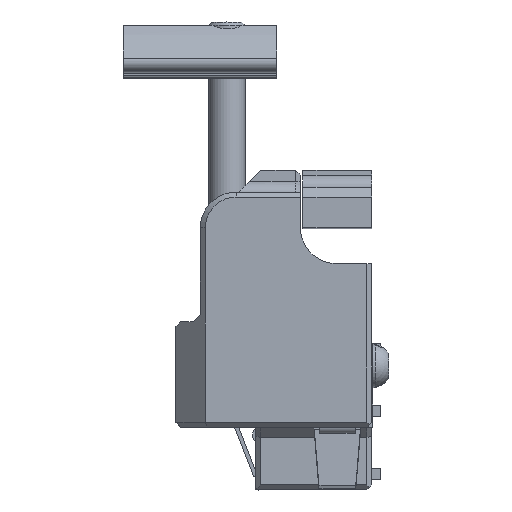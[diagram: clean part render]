
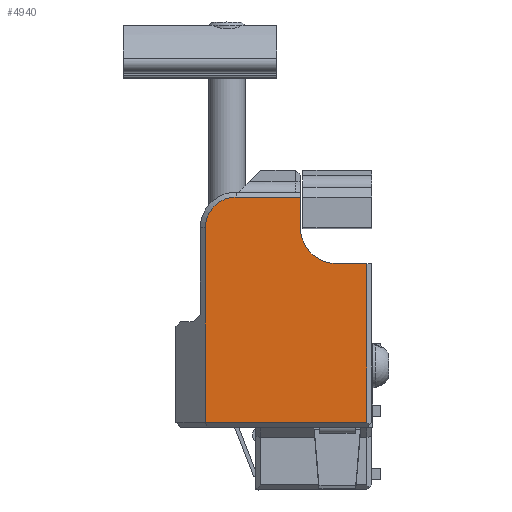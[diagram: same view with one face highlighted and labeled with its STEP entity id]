
A CAD part, top view. The second image highlights one B-rep face of the part: STEP entity #4940.
In plain terms, the highlighted planar face has unit normal (0, 0, 1).
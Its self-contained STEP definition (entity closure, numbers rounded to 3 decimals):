
#233=PLANE('',#5352);
#462=FACE_OUTER_BOUND('',#761,.T.);
#761=EDGE_LOOP('',(#3642,#3643,#3644,#3645,#3646,#3647,#3648,#3649));
#1149=LINE('',#7409,#1696);
#1171=LINE('',#7526,#1718);
#1174=LINE('',#7532,#1721);
#1175=LINE('',#7534,#1722);
#1176=LINE('',#7538,#1723);
#1177=LINE('',#7540,#1724);
#1696=VECTOR('',#5919,10.);
#1718=VECTOR('',#5973,10.);
#1721=VECTOR('',#5978,10.);
#1722=VECTOR('',#5979,10.);
#1723=VECTOR('',#5982,10.);
#1724=VECTOR('',#5983,10.);
#2161=CIRCLE('',#5353,2.91);
#2162=CIRCLE('',#5354,2.5);
#2355=VERTEX_POINT('',#7404);
#2356=VERTEX_POINT('',#7407);
#2379=VERTEX_POINT('',#7525);
#2381=VERTEX_POINT('',#7531);
#2382=VERTEX_POINT('',#7533);
#2383=VERTEX_POINT('',#7535);
#2384=VERTEX_POINT('',#7537);
#2385=VERTEX_POINT('',#7539);
#2833=EDGE_CURVE('',#2356,#2355,#1149,.T.);
#2864=EDGE_CURVE('',#2355,#2379,#1171,.T.);
#2867=EDGE_CURVE('',#2381,#2356,#1174,.T.);
#2868=EDGE_CURVE('',#2381,#2382,#1175,.T.);
#2869=EDGE_CURVE('',#2383,#2382,#2161,.T.);
#2870=EDGE_CURVE('',#2383,#2384,#1176,.T.);
#2871=EDGE_CURVE('',#2385,#2384,#1177,.T.);
#2872=EDGE_CURVE('',#2379,#2385,#2162,.T.);
#3642=ORIENTED_EDGE('',*,*,#2864,.F.);
#3643=ORIENTED_EDGE('',*,*,#2833,.F.);
#3644=ORIENTED_EDGE('',*,*,#2867,.F.);
#3645=ORIENTED_EDGE('',*,*,#2868,.T.);
#3646=ORIENTED_EDGE('',*,*,#2869,.F.);
#3647=ORIENTED_EDGE('',*,*,#2870,.T.);
#3648=ORIENTED_EDGE('',*,*,#2871,.F.);
#3649=ORIENTED_EDGE('',*,*,#2872,.F.);
#4940=ADVANCED_FACE('',(#462),#233,.T.);
#5352=AXIS2_PLACEMENT_3D('',#7530,#5976,#5977);
#5353=AXIS2_PLACEMENT_3D('',#7536,#5980,#5981);
#5354=AXIS2_PLACEMENT_3D('',#7541,#5984,#5985);
#5919=DIRECTION('',(-1.,0.,0.));
#5973=DIRECTION('',(0.,1.,0.));
#5976=DIRECTION('center_axis',(0.,0.,
1.));
#5977=DIRECTION('ref_axis',(-1.,0.,0.));
#5978=DIRECTION('',(0.,-1.,0.));
#5979=DIRECTION('',(-1.,0.,0.));
#5980=DIRECTION('center_axis',(0.,0.,
1.));
#5981=DIRECTION('ref_axis',(-0.707,-0.707,0.));
#5982=DIRECTION('',(0.,1.,0.));
#5983=DIRECTION('',(1.,0.,0.));
#5984=DIRECTION('center_axis',(0.,0.,
-1.));
#5985=DIRECTION('ref_axis',(0.,1.,0.));
#7404=CARTESIAN_POINT('',(235.952,321.375,92.));
#7407=CARTESIAN_POINT('',(249.094,321.375,92.));
#7409=CARTESIAN_POINT('',(266.649,321.375,92.));
#7525=CARTESIAN_POINT('',(235.952,337.206,92.));
#7526=CARTESIAN_POINT('',(235.952,334.767,92.));
#7530=CARTESIAN_POINT('Origin',(276.633,341.517,92.));
#7531=CARTESIAN_POINT('',(249.094,334.296,92.));
#7532=CARTESIAN_POINT('',(249.094,339.362,92.));
#7533=CARTESIAN_POINT('',(246.594,334.296,92.));
#7534=CARTESIAN_POINT('',(263.316,334.296,92.));
#7535=CARTESIAN_POINT('',(243.684,337.206,92.));
#7536=CARTESIAN_POINT('Origin',(246.594,337.206,92.));
#7537=CARTESIAN_POINT('',(243.684,339.706,92.));
#7538=CARTESIAN_POINT('',(243.684,339.362,92.));
#7539=CARTESIAN_POINT('',(238.452,339.706,92.));
#7540=CARTESIAN_POINT('',(257.542,339.706,92.));
#7541=CARTESIAN_POINT('Origin',(238.452,337.206,92.));
